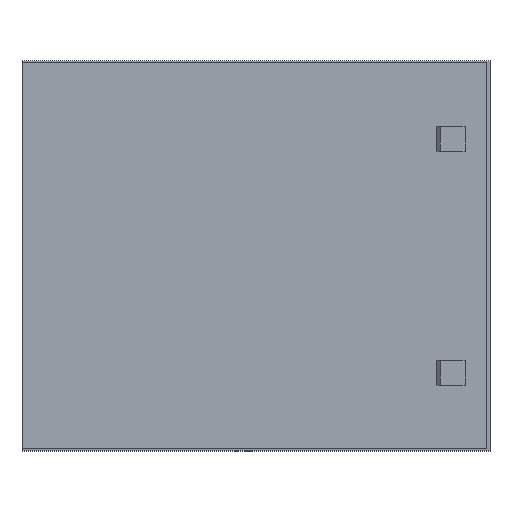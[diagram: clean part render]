
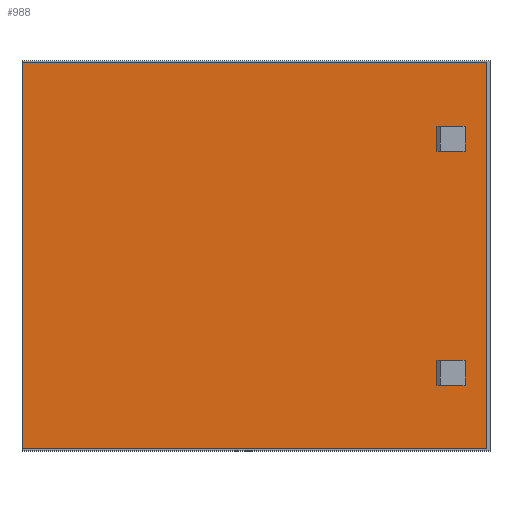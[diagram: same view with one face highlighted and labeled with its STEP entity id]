
A CAD part, top view. The second image highlights one B-rep face of the part: STEP entity #988.
In plain terms, the highlighted planar face has unit normal (0, 0, 1).
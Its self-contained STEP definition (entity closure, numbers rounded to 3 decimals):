
#988 = ADVANCED_FACE( '', ( #2215, #2216, #2217 ), #2218, .T. );
#2215 = FACE_BOUND( '', #3771, .T. );
#2216 = FACE_BOUND( '', #3772, .T. );
#2217 = FACE_OUTER_BOUND( '', #3773, .T. );
#2218 = PLANE( '', #3774 );
#3771 = EDGE_LOOP( '', ( #6251, #6252, #6253, #6254 ) );
#3772 = EDGE_LOOP( '', ( #6255, #6256, #6257, #6258 ) );
#3773 = EDGE_LOOP( '', ( #6259, #6260, #6261, #6262 ) );
#3774 = AXIS2_PLACEMENT_3D( '', #6263, #6264, #6265 );
#6251 = ORIENTED_EDGE( '', *, *, #8704, .F. );
#6252 = ORIENTED_EDGE( '', *, *, #9116, .F. );
#6253 = ORIENTED_EDGE( '', *, *, #9510, .F. );
#6254 = ORIENTED_EDGE( '', *, *, #9511, .F. );
#6255 = ORIENTED_EDGE( '', *, *, #9512, .F. );
#6256 = ORIENTED_EDGE( '', *, *, #9513, .F. );
#6257 = ORIENTED_EDGE( '', *, *, #9514, .F. );
#6258 = ORIENTED_EDGE( '', *, *, #9515, .F. );
#6259 = ORIENTED_EDGE( '', *, *, #9516, .T. );
#6260 = ORIENTED_EDGE( '', *, *, #9517, .T. );
#6261 = ORIENTED_EDGE( '', *, *, #8817, .T. );
#6262 = ORIENTED_EDGE( '', *, *, #9518, .T. );
#6263 = CARTESIAN_POINT( '', ( 0., 0., 0. ) );
#6264 = DIRECTION( '', ( 0., 0., 1. ) );
#6265 = DIRECTION( '', ( 1., 0., 0. ) );
#8704 = EDGE_CURVE( '', #10243, #10244, #10245, .T. );
#8817 = EDGE_CURVE( '', #10441, #10442, #10443, .T. );
#9116 = EDGE_CURVE( '', #10948, #10243, #10949, .T. );
#9510 = EDGE_CURVE( '', #11569, #10948, #11570, .T. );
#9511 = EDGE_CURVE( '', #10244, #11569, #11571, .T. );
#9512 = EDGE_CURVE( '', #11572, #11573, #11574, .T. );
#9513 = EDGE_CURVE( '', #11575, #11572, #11576, .T. );
#9514 = EDGE_CURVE( '', #11577, #11575, #11578, .T. );
#9515 = EDGE_CURVE( '', #11573, #11577, #11579, .T. );
#9516 = EDGE_CURVE( '', #11580, #11581, #11582, .T. );
#9517 = EDGE_CURVE( '', #11581, #10441, #11583, .T. );
#9518 = EDGE_CURVE( '', #10442, #11580, #11584, .T. );
#10243 = VERTEX_POINT( '', #12512 );
#10244 = VERTEX_POINT( '', #12513 );
#10245 = LINE( '', #12514, #12515 );
#10441 = VERTEX_POINT( '', #12787 );
#10442 = VERTEX_POINT( '', #12788 );
#10443 = LINE( '', #12789, #12790 );
#10948 = VERTEX_POINT( '', #13495 );
#10949 = LINE( '', #13496, #13497 );
#11569 = VERTEX_POINT( '', #14450 );
#11570 = LINE( '', #14451, #14452 );
#11571 = LINE( '', #14453, #14454 );
#11572 = VERTEX_POINT( '', #14455 );
#11573 = VERTEX_POINT( '', #14456 );
#11574 = LINE( '', #14457, #14458 );
#11575 = VERTEX_POINT( '', #14459 );
#11576 = LINE( '', #14460, #14461 );
#11577 = VERTEX_POINT( '', #14462 );
#11578 = LINE( '', #14463, #14464 );
#11579 = LINE( '', #14465, #14466 );
#11580 = VERTEX_POINT( '', #14467 );
#11581 = VERTEX_POINT( '', #14468 );
#11582 = LINE( '', #14469, #14470 );
#11583 = LINE( '', #14471, #14472 );
#11584 = LINE( '', #14473, #14474 );
#12512 = CARTESIAN_POINT( '', ( 238.95, 161.05, 0. ) );
#12513 = CARTESIAN_POINT( '', ( 238.95, 138.95, 0. ) );
#12514 = CARTESIAN_POINT( '', ( 238.95, 161.05, 0. ) );
#12515 = VECTOR( '', #15762, 1000. );
#12787 = CARTESIAN_POINT( '', ( -297.5, -247.5, 0. ) );
#12788 = CARTESIAN_POINT( '', ( 297.5, -247.5, 0. ) );
#12789 = CARTESIAN_POINT( '', ( -297.5, -247.5, 0. ) );
#12790 = VECTOR( '', #15882, 1000. );
#13495 = CARTESIAN_POINT( '', ( 261.05, 161.05, 0. ) );
#13496 = CARTESIAN_POINT( '', ( 261.05, 161.05, 0. ) );
#13497 = VECTOR( '', #16222, 1000. );
#14450 = CARTESIAN_POINT( '', ( 261.05, 138.95, 0. ) );
#14451 = CARTESIAN_POINT( '', ( 261.05, 138.95, 0. ) );
#14452 = VECTOR( '', #16621, 1000. );
#14453 = CARTESIAN_POINT( '', ( 238.95, 138.95, 0. ) );
#14454 = VECTOR( '', #16622, 1000. );
#14455 = CARTESIAN_POINT( '', ( 238.95, -138.95, 0. ) );
#14456 = CARTESIAN_POINT( '', ( 238.95, -161.05, 0. ) );
#14457 = CARTESIAN_POINT( '', ( 238.95, -138.95, 0. ) );
#14458 = VECTOR( '', #16623, 1000. );
#14459 = CARTESIAN_POINT( '', ( 261.05, -138.95, 0. ) );
#14460 = CARTESIAN_POINT( '', ( 261.05, -138.95, 0. ) );
#14461 = VECTOR( '', #16624, 1000. );
#14462 = CARTESIAN_POINT( '', ( 261.05, -161.05, 0. ) );
#14463 = CARTESIAN_POINT( '', ( 261.05, -161.05, 0. ) );
#14464 = VECTOR( '', #16625, 1000. );
#14465 = CARTESIAN_POINT( '', ( 238.95, -161.05, 0. ) );
#14466 = VECTOR( '', #16626, 1000. );
#14467 = CARTESIAN_POINT( '', ( 297.5, 247.5, 0. ) );
#14468 = CARTESIAN_POINT( '', ( -297.5, 247.5, 0. ) );
#14469 = CARTESIAN_POINT( '', ( 297.5, 247.5, 0. ) );
#14470 = VECTOR( '', #16627, 1000. );
#14471 = CARTESIAN_POINT( '', ( -297.5, 247.5, 0. ) );
#14472 = VECTOR( '', #16628, 1000. );
#14473 = CARTESIAN_POINT( '', ( 297.5, -247.5, 0. ) );
#14474 = VECTOR( '', #16629, 1000. );
#15762 = DIRECTION( '', ( 0., -1., 0. ) );
#15882 = DIRECTION( '', ( 1., 0., 0. ) );
#16222 = DIRECTION( '', ( -1., 0., 0. ) );
#16621 = DIRECTION( '', ( 0., 1., 0. ) );
#16622 = DIRECTION( '', ( 1., 0., 0. ) );
#16623 = DIRECTION( '', ( 0., -1., 0. ) );
#16624 = DIRECTION( '', ( -1., 0., 0. ) );
#16625 = DIRECTION( '', ( 0., 1., 0. ) );
#16626 = DIRECTION( '', ( 1., 0., 0. ) );
#16627 = DIRECTION( '', ( -1., 0., 0. ) );
#16628 = DIRECTION( '', ( 0., -1., 0. ) );
#16629 = DIRECTION( '', ( 0., 1., 0. ) );
